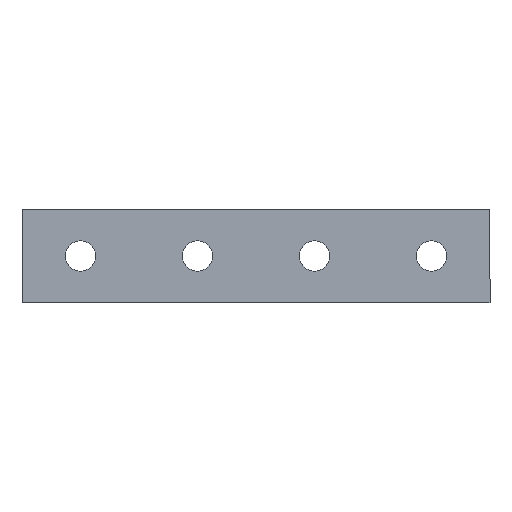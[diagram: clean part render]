
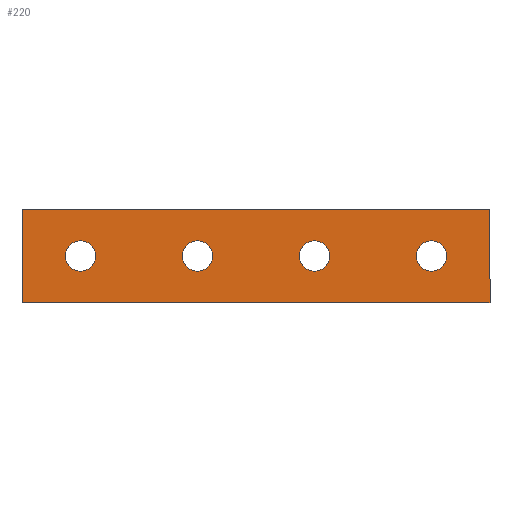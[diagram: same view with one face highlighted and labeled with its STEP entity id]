
A CAD part, top view. The second image highlights one B-rep face of the part: STEP entity #220.
In plain terms, the highlighted planar face has unit normal (0, 0, 1).
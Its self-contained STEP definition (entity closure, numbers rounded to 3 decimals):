
#1 = EDGE_LOOP ( 'NONE', ( #124, #415 ) ) ;
#5 = EDGE_LOOP ( 'NONE', ( #356, #298 ) ) ;
#12 = EDGE_CURVE ( 'NONE', #371, #268, #168, .T. ) ;
#17 = DIRECTION ( 'NONE',  ( -1., 0., 0. ) ) ;
#18 = DIRECTION ( 'NONE',  ( -1., 0., 0. ) ) ;
#20 = VERTEX_POINT ( 'NONE', #121 ) ;
#23 = LINE ( 'NONE', #166, #302 ) ;
#28 = CIRCLE ( 'NONE', #258, 6.5 ) ;
#33 = CARTESIAN_POINT ( 'NONE',  ( 75., 20., 5. ) ) ;
#40 = PLANE ( 'NONE',  #357 ) ;
#44 = DIRECTION ( 'NONE',  ( -1., 0., 0. ) ) ;
#50 = CIRCLE ( 'NONE', #257, 6.5 ) ;
#56 = EDGE_CURVE ( 'NONE', #442, #426, #132, .T. ) ;
#62 = CARTESIAN_POINT ( 'NONE',  ( 200., 0., 5. ) ) ;
#64 = CARTESIAN_POINT ( 'NONE',  ( 0., 40., 5. ) ) ;
#65 = CARTESIAN_POINT ( 'NONE',  ( 68.5, 20., 5. ) ) ;
#66 = VECTOR ( 'NONE', #346, 1000. ) ;
#67 = CIRCLE ( 'NONE', #227, 6.5 ) ;
#74 = CARTESIAN_POINT ( 'NONE',  ( 131.5, 20., 5. ) ) ;
#81 = EDGE_CURVE ( 'NONE', #20, #320, #23, .T. ) ;
#83 = CARTESIAN_POINT ( 'NONE',  ( 0., 40., 5. ) ) ;
#84 = VERTEX_POINT ( 'NONE', #98 ) ;
#90 = EDGE_CURVE ( 'NONE', #320, #442, #246, .T. ) ;
#98 = CARTESIAN_POINT ( 'NONE',  ( 81.5, 20., 5. ) ) ;
#100 = CARTESIAN_POINT ( 'NONE',  ( 0., 0., 5. ) ) ;
#108 = DIRECTION ( 'NONE',  ( 0., 0., -1. ) ) ;
#113 = EDGE_CURVE ( 'NONE', #384, #458, #237, .T. ) ;
#120 = EDGE_CURVE ( 'NONE', #426, #20, #126, .T. ) ;
#121 = CARTESIAN_POINT ( 'NONE',  ( 200., 40., 5. ) ) ;
#124 = ORIENTED_EDGE ( 'NONE', *, *, #177, .T. ) ;
#126 = LINE ( 'NONE', #62, #66 ) ;
#132 = LINE ( 'NONE', #439, #387 ) ;
#138 = CARTESIAN_POINT ( 'NONE',  ( 25., 20., 5. ) ) ;
#142 = FACE_BOUND ( 'NONE', #167, .T. ) ;
#150 = EDGE_CURVE ( 'NONE', #84, #469, #161, .T. ) ;
#156 = ORIENTED_EDGE ( 'NONE', *, *, #12, .T. ) ;
#157 = DIRECTION ( 'NONE',  ( 0., 0., -1. ) ) ;
#160 = CARTESIAN_POINT ( 'NONE',  ( 118.5, 20., 5. ) ) ;
#161 = CIRCLE ( 'NONE', #286, 6.5 ) ;
#166 = CARTESIAN_POINT ( 'NONE',  ( 0., 40., 5. ) ) ;
#167 = EDGE_LOOP ( 'NONE', ( #394, #231 ) ) ;
#168 = CIRCLE ( 'NONE', #455, 6.5 ) ;
#170 = DIRECTION ( 'NONE',  ( 0., 0., -1. ) ) ;
#177 = EDGE_CURVE ( 'NONE', #458, #384, #28, .T. ) ;
#178 = CARTESIAN_POINT ( 'NONE',  ( 75., 20., 5. ) ) ;
#179 = ORIENTED_EDGE ( 'NONE', *, *, #90, .T. ) ;
#180 = DIRECTION ( 'NONE',  ( 0., 0., -1. ) ) ;
#191 = DIRECTION ( 'NONE',  ( 0., 0., -1. ) ) ;
#193 = DIRECTION ( 'NONE',  ( 1., 0., 0. ) ) ;
#204 = EDGE_CURVE ( 'NONE', #469, #84, #411, .T. ) ;
#214 = DIRECTION ( 'NONE',  ( 0., 0., -1. ) ) ;
#220 = ADVANCED_FACE ( 'NONE', ( #142, #372, #333, #251, #284 ), #40, .F. ) ;
#224 = EDGE_LOOP ( 'NONE', ( #464, #438, #179, #482 ) ) ;
#225 = CARTESIAN_POINT ( 'NONE',  ( 181.5, 20., 5. ) ) ;
#227 = AXIS2_PLACEMENT_3D ( 'NONE', #408, #108, #490 ) ;
#231 = ORIENTED_EDGE ( 'NONE', *, *, #365, .T. ) ;
#235 = CARTESIAN_POINT ( 'NONE',  ( 25., 20., 5. ) ) ;
#237 = CIRCLE ( 'NONE', #264, 6.5 ) ;
#241 = CARTESIAN_POINT ( 'NONE',  ( 200., 0., 5. ) ) ;
#246 = LINE ( 'NONE', #399, #381 ) ;
#249 = AXIS2_PLACEMENT_3D ( 'NONE', #417, #382, #44 ) ;
#251 = FACE_BOUND ( 'NONE', #1, .T. ) ;
#252 = CARTESIAN_POINT ( 'NONE',  ( 175., 20., 5. ) ) ;
#257 = AXIS2_PLACEMENT_3D ( 'NONE', #252, #191, #18 ) ;
#258 = AXIS2_PLACEMENT_3D ( 'NONE', #138, #180, #335 ) ;
#264 = AXIS2_PLACEMENT_3D ( 'NONE', #235, #350, #17 ) ;
#268 = VERTEX_POINT ( 'NONE', #74 ) ;
#270 = VERTEX_POINT ( 'NONE', #225 ) ;
#280 = CIRCLE ( 'NONE', #249, 6.5 ) ;
#284 = FACE_OUTER_BOUND ( 'NONE', #224, .T. ) ;
#286 = AXIS2_PLACEMENT_3D ( 'NONE', #33, #214, #489 ) ;
#294 = EDGE_LOOP ( 'NONE', ( #479, #156 ) ) ;
#296 = AXIS2_PLACEMENT_3D ( 'NONE', #178, #409, #487 ) ;
#298 = ORIENTED_EDGE ( 'NONE', *, *, #204, .T. ) ;
#302 = VECTOR ( 'NONE', #354, 1000. ) ;
#303 = VERTEX_POINT ( 'NONE', #378 ) ;
#309 = CARTESIAN_POINT ( 'NONE',  ( 18.5, 20., 5. ) ) ;
#319 = CARTESIAN_POINT ( 'NONE',  ( 125., 20., 5. ) ) ;
#320 = VERTEX_POINT ( 'NONE', #83 ) ;
#328 = EDGE_CURVE ( 'NONE', #268, #371, #280, .T. ) ;
#331 = DIRECTION ( 'NONE',  ( 0., -1., 0. ) ) ;
#333 = FACE_BOUND ( 'NONE', #294, .T. ) ;
#335 = DIRECTION ( 'NONE',  ( -1., 0., 0. ) ) ;
#346 = DIRECTION ( 'NONE',  ( 0., 1., 0. ) ) ;
#350 = DIRECTION ( 'NONE',  ( 0., 0., -1. ) ) ;
#354 = DIRECTION ( 'NONE',  ( -1., 0., 0. ) ) ;
#356 = ORIENTED_EDGE ( 'NONE', *, *, #150, .T. ) ;
#357 = AXIS2_PLACEMENT_3D ( 'NONE', #64, #170, #331 ) ;
#365 = EDGE_CURVE ( 'NONE', #303, #270, #50, .T. ) ;
#371 = VERTEX_POINT ( 'NONE', #160 ) ;
#372 = FACE_BOUND ( 'NONE', #5, .T. ) ;
#378 = CARTESIAN_POINT ( 'NONE',  ( 168.5, 20., 5. ) ) ;
#381 = VECTOR ( 'NONE', #475, 1000. ) ;
#382 = DIRECTION ( 'NONE',  ( 0., 0., -1. ) ) ;
#384 = VERTEX_POINT ( 'NONE', #309 ) ;
#387 = VECTOR ( 'NONE', #193, 1000. ) ;
#393 = DIRECTION ( 'NONE',  ( -1., 0., 0. ) ) ;
#394 = ORIENTED_EDGE ( 'NONE', *, *, #476, .T. ) ;
#399 = CARTESIAN_POINT ( 'NONE',  ( 0., 0., 5. ) ) ;
#408 = CARTESIAN_POINT ( 'NONE',  ( 175., 20., 5. ) ) ;
#409 = DIRECTION ( 'NONE',  ( 0., 0., -1. ) ) ;
#411 = CIRCLE ( 'NONE', #296, 6.5 ) ;
#415 = ORIENTED_EDGE ( 'NONE', *, *, #113, .T. ) ;
#417 = CARTESIAN_POINT ( 'NONE',  ( 125., 20., 5. ) ) ;
#426 = VERTEX_POINT ( 'NONE', #241 ) ;
#438 = ORIENTED_EDGE ( 'NONE', *, *, #81, .T. ) ;
#439 = CARTESIAN_POINT ( 'NONE',  ( 0., 0., 5. ) ) ;
#442 = VERTEX_POINT ( 'NONE', #100 ) ;
#455 = AXIS2_PLACEMENT_3D ( 'NONE', #319, #157, #393 ) ;
#458 = VERTEX_POINT ( 'NONE', #473 ) ;
#464 = ORIENTED_EDGE ( 'NONE', *, *, #120, .T. ) ;
#469 = VERTEX_POINT ( 'NONE', #65 ) ;
#473 = CARTESIAN_POINT ( 'NONE',  ( 31.5, 20., 5. ) ) ;
#475 = DIRECTION ( 'NONE',  ( 0., -1., 0. ) ) ;
#476 = EDGE_CURVE ( 'NONE', #270, #303, #67, .T. ) ;
#479 = ORIENTED_EDGE ( 'NONE', *, *, #328, .T. ) ;
#482 = ORIENTED_EDGE ( 'NONE', *, *, #56, .T. ) ;
#487 = DIRECTION ( 'NONE',  ( -1., 0., 0. ) ) ;
#489 = DIRECTION ( 'NONE',  ( -1., 0., 0. ) ) ;
#490 = DIRECTION ( 'NONE',  ( -1., 0., 0. ) ) ;
